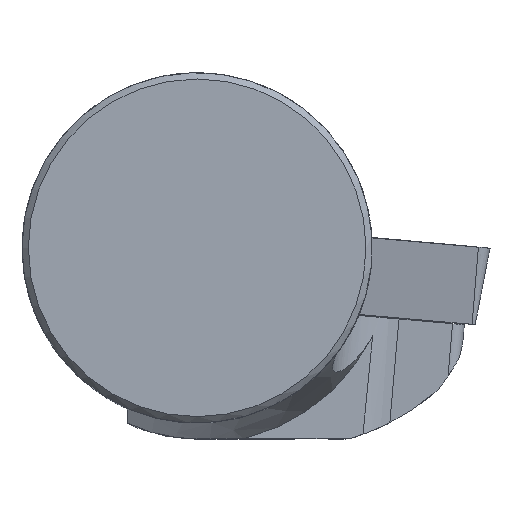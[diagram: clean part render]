
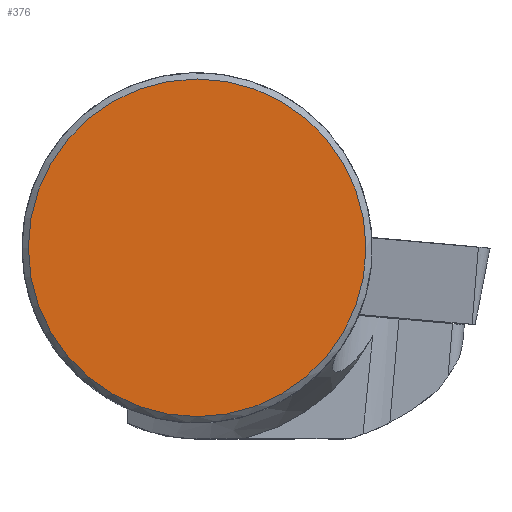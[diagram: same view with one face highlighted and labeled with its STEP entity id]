
A CAD part, top view. The second image highlights one B-rep face of the part: STEP entity #376.
In plain terms, the highlighted planar face has unit normal (0, 0, 1).
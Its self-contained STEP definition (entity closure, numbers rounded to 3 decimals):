
#121=PLANE('',#1227);
#376=ADVANCED_FACE('',(#438),#121,.F.);
#438=FACE_OUTER_BOUND('',#494,.T.);
#494=EDGE_LOOP('',(#762));
#533=CIRCLE('',#1225,12.049);
#762=ORIENTED_EDGE('',*,*,#1043,.F.);
#909=VERTEX_POINT('',#2034);
#1043=EDGE_CURVE('',#909,#909,#533,.T.);
#1225=AXIS2_PLACEMENT_3D('',#2033,#1475,#1476);
#1227=AXIS2_PLACEMENT_3D('',#2036,#1479,#1480);
#1475=DIRECTION('',(0.,0.,-1.));
#1476=DIRECTION('',(-1.,0.,0.));
#1479=DIRECTION('',(0.,0.,-1.));
#1480=DIRECTION('',(-1.,0.,0.));
#2033=CARTESIAN_POINT('',(0.,0.,0.));
#2034=CARTESIAN_POINT('',(-12.049,0.,0.));
#2036=CARTESIAN_POINT('',(12.049,0.,0.));
